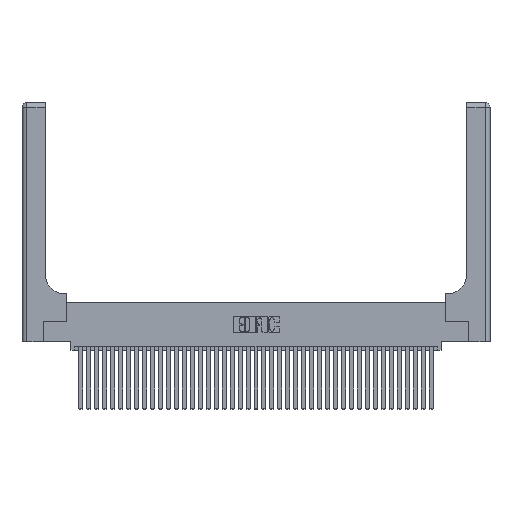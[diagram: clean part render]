
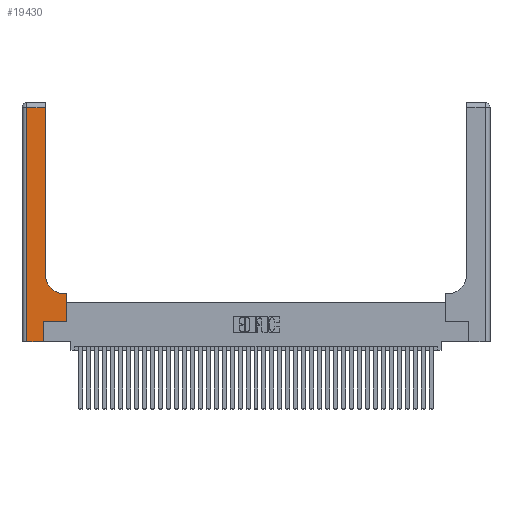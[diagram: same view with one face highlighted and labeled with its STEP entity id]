
A CAD part, top view. The second image highlights one B-rep face of the part: STEP entity #19430.
In plain terms, the highlighted planar face has unit normal (0, 0, 1).
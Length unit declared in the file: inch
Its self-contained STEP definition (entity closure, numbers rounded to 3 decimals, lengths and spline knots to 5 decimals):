
#48 = EDGE_CURVE ( 'NONE', #39708, #1303, #27678, .T. ) ;
#877 = VERTEX_POINT ( 'NONE', #7018 ) ;
#1303 = VERTEX_POINT ( 'NONE', #8997 ) ;
#2022 = ORIENTED_EDGE ( 'NONE', *, *, #6472, .T. ) ;
#3794 = CIRCLE ( 'NONE', #25949, 0.25 ) ;
#3845 = AXIS2_PLACEMENT_3D ( 'NONE', #11502, #14602, #36201 ) ;
#4583 = ORIENTED_EDGE ( 'NONE', *, *, #48, .T. ) ;
#4592 = CARTESIAN_POINT ( 'NONE',  ( 0., 2.94, 0.37 ) ) ;
#4696 = FACE_OUTER_BOUND ( 'NONE', #36852, .T. ) ;
#6232 = DIRECTION ( 'NONE',  ( 0., 1., 0. ) ) ;
#6472 = EDGE_CURVE ( 'NONE', #18509, #877, #28325, .T. ) ;
#6650 = DIRECTION ( 'NONE',  ( 0., 1., 0. ) ) ;
#6802 = CARTESIAN_POINT ( 'NONE',  ( 0.2915, 0.85, 0.37 ) ) ;
#7018 = CARTESIAN_POINT ( 'NONE',  ( 0.5415, 0.6, 0.37 ) ) ;
#7370 = VECTOR ( 'NONE', #6232, 39.37008 ) ;
#8721 = CARTESIAN_POINT ( 'NONE',  ( 0.269, 0., 0.37 ) ) ;
#8997 = CARTESIAN_POINT ( 'NONE',  ( 0.5585, 0.25, 0.37 ) ) ;
#9277 = ORIENTED_EDGE ( 'NONE', *, *, #24245, .T. ) ;
#10252 = DIRECTION ( 'NONE',  ( 1., 0., 0. ) ) ;
#10562 = EDGE_CURVE ( 'NONE', #877, #34930, #3794, .T. ) ;
#10658 = DIRECTION ( 'NONE',  ( -1., 0., 0. ) ) ;
#10708 = ORIENTED_EDGE ( 'NONE', *, *, #16354, .T. ) ;
#10873 = VECTOR ( 'NONE', #10658, 39.37008 ) ;
#11188 = VECTOR ( 'NONE', #37158, 39.37008 ) ;
#11502 = CARTESIAN_POINT ( 'NONE',  ( 0., 3., 0.37 ) ) ;
#11899 = VECTOR ( 'NONE', #35502, 39.37008 ) ;
#12731 = CARTESIAN_POINT ( 'NONE',  ( 0.06, 3., 0.37 ) ) ;
#12867 = VECTOR ( 'NONE', #30961, 39.37008 ) ;
#13347 = CARTESIAN_POINT ( 'NONE',  ( 0.5415, 0.85, 0.37 ) ) ;
#13395 = VECTOR ( 'NONE', #31378, 39.37008 ) ;
#14388 = LINE ( 'NONE', #12731, #13395 ) ;
#14602 = DIRECTION ( 'NONE',  ( 0., 0., -1. ) ) ;
#15549 = ORIENTED_EDGE ( 'NONE', *, *, #15858, .T. ) ;
#15858 = EDGE_CURVE ( 'NONE', #38754, #39708, #17536, .T. ) ;
#16050 = VERTEX_POINT ( 'NONE', #29066 ) ;
#16306 = CARTESIAN_POINT ( 'NONE',  ( 0., 0., 0.37 ) ) ;
#16354 = EDGE_CURVE ( 'NONE', #34930, #24080, #32008, .T. ) ;
#16459 = DIRECTION ( 'NONE',  ( 1., 0., 0. ) ) ;
#16851 = CARTESIAN_POINT ( 'NONE',  ( 0.2915, 0.6, 0.37 ) ) ;
#17536 = LINE ( 'NONE', #25158, #19466 ) ;
#18126 = VERTEX_POINT ( 'NONE', #19666 ) ;
#18509 = VERTEX_POINT ( 'NONE', #34383 ) ;
#19430 = ADVANCED_FACE ( 'NONE', ( #4696 ), #33115, .F. ) ;
#19466 = VECTOR ( 'NONE', #6650, 39.37008 ) ;
#19666 = CARTESIAN_POINT ( 'NONE',  ( 0.06, 2.94, 0.37 ) ) ;
#20844 = ORIENTED_EDGE ( 'NONE', *, *, #33872, .T. ) ;
#23535 = EDGE_CURVE ( 'NONE', #18126, #16050, #14388, .T. ) ;
#24080 = VERTEX_POINT ( 'NONE', #26840 ) ;
#24245 = EDGE_CURVE ( 'NONE', #1303, #18509, #29331, .T. ) ;
#25158 = CARTESIAN_POINT ( 'NONE',  ( 0.269, 0., 0.37 ) ) ;
#25949 = AXIS2_PLACEMENT_3D ( 'NONE', #13347, #34978, #16459 ) ;
#26840 = CARTESIAN_POINT ( 'NONE',  ( 0.2915, 2.94, 0.37 ) ) ;
#27161 = EDGE_CURVE ( 'NONE', #16050, #38754, #29697, .T. ) ;
#27678 = LINE ( 'NONE', #30971, #11188 ) ;
#27879 = CARTESIAN_POINT ( 'NONE',  ( 0.2915, 3., 0.37 ) ) ;
#27913 = CARTESIAN_POINT ( 'NONE',  ( 0.5585, 0.25, 0.37 ) ) ;
#28325 = LINE ( 'NONE', #16851, #10873 ) ;
#29066 = CARTESIAN_POINT ( 'NONE',  ( 0.06, 0., 0.37 ) ) ;
#29100 = ORIENTED_EDGE ( 'NONE', *, *, #23535, .T. ) ;
#29331 = LINE ( 'NONE', #27913, #12867 ) ;
#29697 = LINE ( 'NONE', #16306, #35959 ) ;
#30961 = DIRECTION ( 'NONE',  ( 0., 1., 0. ) ) ;
#30971 = CARTESIAN_POINT ( 'NONE',  ( 0.269, 0.25, 0.37 ) ) ;
#31378 = DIRECTION ( 'NONE',  ( 0., -1., 0. ) ) ;
#32008 = LINE ( 'NONE', #27879, #7370 ) ;
#33115 = PLANE ( 'NONE',  #3845 ) ;
#33872 = EDGE_CURVE ( 'NONE', #24080, #18126, #36531, .T. ) ;
#34383 = CARTESIAN_POINT ( 'NONE',  ( 0.5585, 0.6, 0.37 ) ) ;
#34930 = VERTEX_POINT ( 'NONE', #6802 ) ;
#34966 = CARTESIAN_POINT ( 'NONE',  ( 0.269, 0.25, 0.37 ) ) ;
#34978 = DIRECTION ( 'NONE',  ( 0., 0., -1. ) ) ;
#35502 = DIRECTION ( 'NONE',  ( -1., 0., 0. ) ) ;
#35959 = VECTOR ( 'NONE', #10252, 39.37008 ) ;
#36201 = DIRECTION ( 'NONE',  ( -1., 0., 0. ) ) ;
#36531 = LINE ( 'NONE', #4592, #11899 ) ;
#36813 = ORIENTED_EDGE ( 'NONE', *, *, #10562, .T. ) ;
#36852 = EDGE_LOOP ( 'NONE', ( #10708, #20844, #29100, #39196, #15549, #4583, #9277, #2022, #36813 ) ) ;
#37158 = DIRECTION ( 'NONE',  ( 1., 0., 0. ) ) ;
#38754 = VERTEX_POINT ( 'NONE', #8721 ) ;
#39196 = ORIENTED_EDGE ( 'NONE', *, *, #27161, .T. ) ;
#39708 = VERTEX_POINT ( 'NONE', #34966 ) ;
